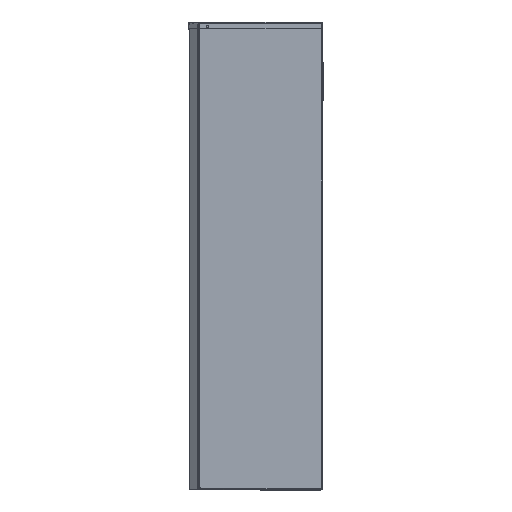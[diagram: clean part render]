
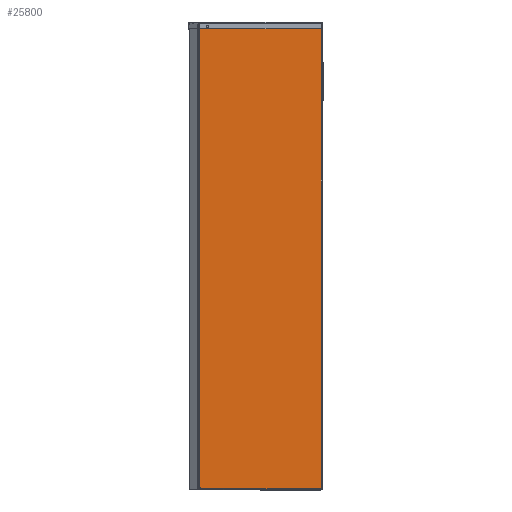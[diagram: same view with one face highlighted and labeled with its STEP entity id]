
A CAD part, top view. The second image highlights one B-rep face of the part: STEP entity #25800.
In plain terms, the highlighted planar face has unit normal (0, 0, 1).
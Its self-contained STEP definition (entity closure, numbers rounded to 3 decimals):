
#2791 = AXIS2_PLACEMENT_3D ( 'NONE', #48007, #48010, #48011 ) ;
#2860 = CIRCLE ( 'NONE', #2791, 2. ) ;
#6644 = CIRCLE ( 'NONE', #6688, 1. ) ;
#6660 = AXIS2_PLACEMENT_3D ( 'NONE', #47953, #47938, #47966 ) ;
#6672 = VECTOR ( 'NONE', #47870, 1000. ) ;
#6685 = CIRCLE ( 'NONE', #6660, 2. ) ;
#6688 = AXIS2_PLACEMENT_3D ( 'NONE', #47866, #47858, #47865 ) ;
#6693 = AXIS2_PLACEMENT_3D ( 'NONE', #47644, #47645, #47607 ) ;
#6705 = VECTOR ( 'NONE', #47709, 1000. ) ;
#6707 = VECTOR ( 'NONE', #47564, 1000. ) ;
#6721 = CIRCLE ( 'NONE', #6732, 4. ) ;
#6732 = AXIS2_PLACEMENT_3D ( 'NONE', #47679, #47686, #47691 ) ;
#6734 = CIRCLE ( 'NONE', #6749, 1. ) ;
#6738 = CIRCLE ( 'NONE', #6693, 2.25 ) ;
#6747 = VECTOR ( 'NONE', #47736, 1000. ) ;
#6749 = AXIS2_PLACEMENT_3D ( 'NONE', #47699, #47705, #47712 ) ;
#21278 = VERTEX_POINT ( 'NONE', #44710 ) ;
#21316 = VERTEX_POINT ( 'NONE', #44702 ) ;
#21329 = VERTEX_POINT ( 'NONE', #44693 ) ;
#21339 = VERTEX_POINT ( 'NONE', #44706 ) ;
#21345 = VERTEX_POINT ( 'NONE', #44730 ) ;
#21360 = VERTEX_POINT ( 'NONE', #44700 ) ;
#22947 = VERTEX_POINT ( 'NONE', #44815 ) ;
#22972 = VERTEX_POINT ( 'NONE', #44914 ) ;
#23551 = VERTEX_POINT ( 'NONE', #45215 ) ;
#23585 = VERTEX_POINT ( 'NONE', #45270 ) ;
#23720 = VERTEX_POINT ( 'NONE', #45332 ) ;
#25130 = EDGE_CURVE ( 'NONE', #23585, #23551, #47570, .T. ) ;
#25141 = EDGE_CURVE ( 'NONE', #22947, #22972, #6738, .T. ) ;
#25147 = EDGE_CURVE ( 'NONE', #21339, #23720, #6721, .T. ) ;
#25162 = EDGE_CURVE ( 'NONE', #21339, #21329, #47733, .T. ) ;
#25166 = EDGE_CURVE ( 'NONE', #21345, #21278, #6734, .T. ) ;
#25168 = EDGE_CURVE ( 'NONE', #21345, #21316, #47714, .T. ) ;
#25200 = EDGE_CURVE ( 'NONE', #21278, #21360, #47851, .T. ) ;
#25203 = EDGE_CURVE ( 'NONE', #23720, #21316, #6644, .T. ) ;
#25227 = EDGE_CURVE ( 'NONE', #23585, #21329, #6685, .T. ) ;
#25247 = EDGE_CURVE ( 'NONE', #21360, #23551, #2860, .T. ) ;
#25800 = ADVANCED_FACE ( 'NONE', ( #58358, #58386 ), #58370, .F. ) ;
#29435 = ORIENTED_EDGE ( 'NONE', *, *, #25147, .F. ) ;
#29503 = ORIENTED_EDGE ( 'NONE', *, *, #25227, .F. ) ;
#29563 = ORIENTED_EDGE ( 'NONE', *, *, #25141, .T. ) ;
#29565 = ORIENTED_EDGE ( 'NONE', *, *, #25130, .T. ) ;
#29566 = ORIENTED_EDGE ( 'NONE', *, *, #25166, .F. ) ;
#29581 = ORIENTED_EDGE ( 'NONE', *, *, #25203, .F. ) ;
#29583 = ORIENTED_EDGE ( 'NONE', *, *, #43742, .T. ) ;
#29594 = ORIENTED_EDGE ( 'NONE', *, *, #25168, .T. ) ;
#29598 = ORIENTED_EDGE ( 'NONE', *, *, #25200, .F. ) ;
#29622 = ORIENTED_EDGE ( 'NONE', *, *, #25162, .T. ) ;
#29630 = ORIENTED_EDGE ( 'NONE', *, *, #25247, .F. ) ;
#33674 = EDGE_LOOP ( 'NONE', ( #29563, #29583 ) ) ;
#33680 = EDGE_LOOP ( 'NONE', ( #29566, #29594, #29581, #29435, #29622, #29503, #29565, #29630, #29598 ) ) ;
#43742 = EDGE_CURVE ( 'NONE', #22972, #22947, #50821, .T. ) ;
#44693 = CARTESIAN_POINT ( 'NONE',  ( 13909.276, 630.7, 401.114 ) ) ;
#44700 = CARTESIAN_POINT ( 'NONE',  ( 13909.276, 1580.46, 401.114 ) ) ;
#44702 = CARTESIAN_POINT ( 'NONE',  ( 13661.792, 633.362, 401.114 ) ) ;
#44706 = CARTESIAN_POINT ( 'NONE',  ( 13661.666, 630.7, 401.114 ) ) ;
#44710 = CARTESIAN_POINT ( 'NONE',  ( 13662.179, 1580.46, 401.114 ) ) ;
#44730 = CARTESIAN_POINT ( 'NONE',  ( 13661.792, 1580.063, 401.114 ) ) ;
#44815 = CARTESIAN_POINT ( 'NONE',  ( 13674.803, 1574.89, 401.114 ) ) ;
#44914 = CARTESIAN_POINT ( 'NONE',  ( 13679.303, 1574.89, 401.114 ) ) ;
#45215 = CARTESIAN_POINT ( 'NONE',  ( 13909.91, 1579.689, 401.114 ) ) ;
#45270 = CARTESIAN_POINT ( 'NONE',  ( 13909.91, 631.471, 401.114 ) ) ;
#45332 = CARTESIAN_POINT ( 'NONE',  ( 13662.157, 631.979, 401.114 ) ) ;
#47561 = CARTESIAN_POINT ( 'NONE',  ( 13909.91, 614.551, 401.114 ) ) ;
#47564 = DIRECTION ( 'NONE',  ( 0., 1., 0. ) ) ;
#47570 = LINE ( 'NONE', #47561, #6707 ) ;
#47607 = DIRECTION ( 'NONE',  ( -1., 0., 0. ) ) ;
#47644 = CARTESIAN_POINT ( 'NONE',  ( 13677.053, 1574.89, 401.114 ) ) ;
#47645 = DIRECTION ( 'NONE',  ( 0., 0., -1. ) ) ;
#47679 = CARTESIAN_POINT ( 'NONE',  ( 13665.591, 629.928, 401.114 ) ) ;
#47686 = DIRECTION ( 'NONE',  ( 0., 0., -1. ) ) ;
#47691 = DIRECTION ( 'NONE',  ( -1., 0., 0. ) ) ;
#47697 = CARTESIAN_POINT ( 'NONE',  ( 13661.792, 614.551, 401.114 ) ) ;
#47699 = CARTESIAN_POINT ( 'NONE',  ( 13661.296, 1580.931, 401.114 ) ) ;
#47705 = DIRECTION ( 'NONE',  ( 0., 0., 1. ) ) ;
#47709 = DIRECTION ( 'NONE',  ( 0., -1., 0. ) ) ;
#47712 = DIRECTION ( 'NONE',  ( -1., 0., 0. ) ) ;
#47714 = LINE ( 'NONE', #47697, #6705 ) ;
#47733 = LINE ( 'NONE', #47734, #6747 ) ;
#47734 = CARTESIAN_POINT ( 'NONE',  ( 13929.625, 630.7, 401.114 ) ) ;
#47736 = DIRECTION ( 'NONE',  ( 1., 0., 0. ) ) ;
#47851 = LINE ( 'NONE', #47882, #6672 ) ;
#47858 = DIRECTION ( 'NONE',  ( 0., 0., 1. ) ) ;
#47865 = DIRECTION ( 'NONE',  ( -1., 0., 0. ) ) ;
#47866 = CARTESIAN_POINT ( 'NONE',  ( 13661.299, 632.492, 401.114 ) ) ;
#47870 = DIRECTION ( 'NONE',  ( 1., 0., 0. ) ) ;
#47882 = CARTESIAN_POINT ( 'NONE',  ( 13929.625, 1580.46, 401.114 ) ) ;
#47938 = DIRECTION ( 'NONE',  ( 0., 0., 1. ) ) ;
#47953 = CARTESIAN_POINT ( 'NONE',  ( 13911.09, 629.856, 401.114 ) ) ;
#47966 = DIRECTION ( 'NONE',  ( -1., 0., 0. ) ) ;
#48007 = CARTESIAN_POINT ( 'NONE',  ( 13911.088, 1581.305, 401.114 ) ) ;
#48010 = DIRECTION ( 'NONE',  ( 0., 0., 1. ) ) ;
#48011 = DIRECTION ( 'NONE',  ( -1., 0., 0. ) ) ;
#50821 = CIRCLE ( 'NONE', #50822, 2.25 ) ;
#50822 = AXIS2_PLACEMENT_3D ( 'NONE', #52023, #52024, #52031 ) ;
#52023 = CARTESIAN_POINT ( 'NONE',  ( 13677.053, 1574.89, 401.114 ) ) ;
#52024 = DIRECTION ( 'NONE',  ( 0., 0., -1. ) ) ;
#52031 = DIRECTION ( 'NONE',  ( -1., 0., 0. ) ) ;
#57388 = AXIS2_PLACEMENT_3D ( 'NONE', #58364, #58356, #58359 ) ;
#58356 = DIRECTION ( 'NONE',  ( 0., 0., -1. ) ) ;
#58358 = FACE_BOUND ( 'NONE', #33674, .T. ) ;
#58359 = DIRECTION ( 'NONE',  ( -1., 0., 0. ) ) ;
#58364 = CARTESIAN_POINT ( 'NONE',  ( 13929.625, 614.551, 401.114 ) ) ;
#58370 = PLANE ( 'NONE',  #57388 ) ;
#58386 = FACE_OUTER_BOUND ( 'NONE', #33680, .T. ) ;
